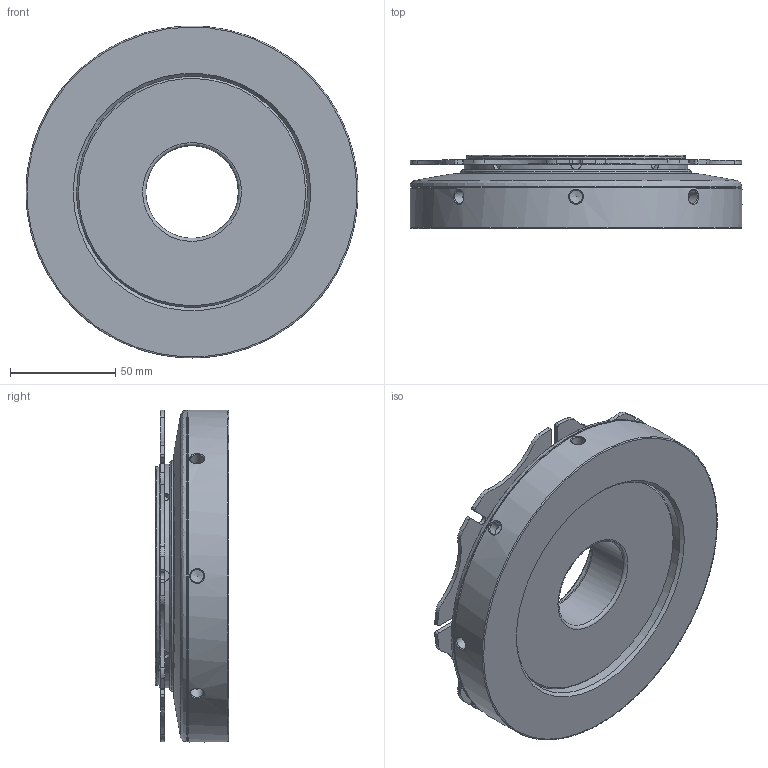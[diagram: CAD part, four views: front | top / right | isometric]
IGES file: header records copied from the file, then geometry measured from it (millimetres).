
Global section: file name: No Iges File Name specified; native system: Autodesk Inventor 2013; preprocessor: AutoDesk Inventor Iges Exporter R2013; author: PW8714; date: 20130923.135424; units: millimetre
Bounding box: 158 x 34.85 x 158 mm (x, y, z)
Volume: 487854.7 mm3; surface area: 101717.2 mm2
Topology: 4 solids, 4 shells, 232 faces, 661 edges, 437 vertices
Faces by surface type: bspline 232
